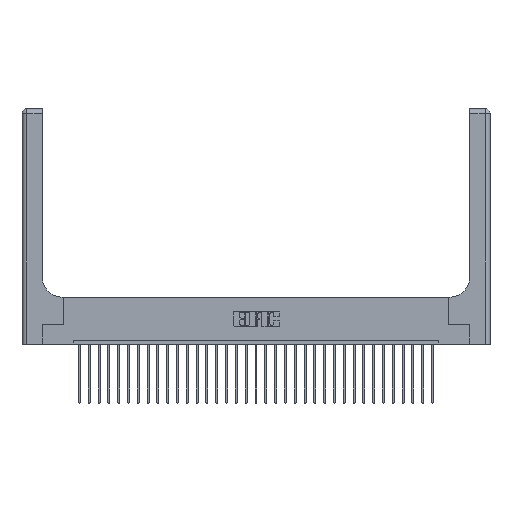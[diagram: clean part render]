
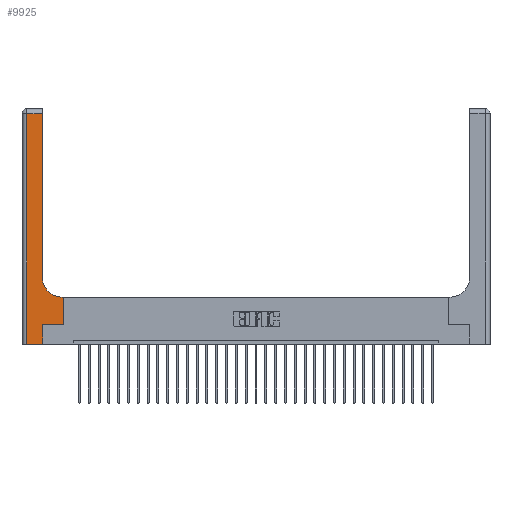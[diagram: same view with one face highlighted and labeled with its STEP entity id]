
A CAD part, top view. The second image highlights one B-rep face of the part: STEP entity #9925.
In plain terms, the highlighted planar face has unit normal (0, 0, 1).
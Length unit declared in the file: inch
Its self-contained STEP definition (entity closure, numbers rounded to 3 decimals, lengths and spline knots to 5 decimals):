
#120 = ORIENTED_EDGE ( 'NONE', *, *, #14557, .T. ) ;
#166 = AXIS2_PLACEMENT_3D ( 'NONE', #10151, #16901, #14991 ) ;
#174 = DIRECTION ( 'NONE',  ( -1., 0., 0. ) ) ;
#233 = CARTESIAN_POINT ( 'NONE',  ( 0.51, 0.6, 0.37 ) ) ;
#1082 = FACE_OUTER_BOUND ( 'NONE', #12656, .T. ) ;
#1161 = DIRECTION ( 'NONE',  ( 1., 0., 0. ) ) ;
#1869 = CARTESIAN_POINT ( 'NONE',  ( 0.528, 0.25, 0.37 ) ) ;
#1923 = LINE ( 'NONE', #29034, #19445 ) ;
#2561 = VECTOR ( 'NONE', #1161, 39.37008 ) ;
#2988 = CARTESIAN_POINT ( 'NONE',  ( 0.265, 0., 0.37 ) ) ;
#3142 = AXIS2_PLACEMENT_3D ( 'NONE', #25726, #5558, #3156 ) ;
#3156 = DIRECTION ( 'NONE',  ( 1., 0., 0. ) ) ;
#3387 = VECTOR ( 'NONE', #174, 39.37008 ) ;
#3912 = EDGE_CURVE ( 'NONE', #13368, #15556, #4486, .T. ) ;
#4411 = ORIENTED_EDGE ( 'NONE', *, *, #27776, .T. ) ;
#4486 = LINE ( 'NONE', #20483, #26101 ) ;
#4858 = ORIENTED_EDGE ( 'NONE', *, *, #8767, .T. ) ;
#5095 = ORIENTED_EDGE ( 'NONE', *, *, #28025, .T. ) ;
#5558 = DIRECTION ( 'NONE',  ( 0., 0., -1. ) ) ;
#8002 = LINE ( 'NONE', #21454, #2561 ) ;
#8209 = PLANE ( 'NONE',  #166 ) ;
#8225 = CARTESIAN_POINT ( 'NONE',  ( 0.26, 0.85, 0.37 ) ) ;
#8767 = EDGE_CURVE ( 'NONE', #15556, #27884, #20438, .T. ) ;
#9176 = CARTESIAN_POINT ( 'NONE',  ( 0.06, 3., 0.37 ) ) ;
#9293 = CARTESIAN_POINT ( 'NONE',  ( 0.06, 0., 0.37 ) ) ;
#9479 = DIRECTION ( 'NONE',  ( 0., -1., 0. ) ) ;
#9925 = ADVANCED_FACE ( 'NONE', ( #1082 ), #8209, .F. ) ;
#10099 = EDGE_CURVE ( 'NONE', #27884, #25822, #8002, .T. ) ;
#10151 = CARTESIAN_POINT ( 'NONE',  ( 0., 3., 0.37 ) ) ;
#11972 = VECTOR ( 'NONE', #23976, 39.37008 ) ;
#12387 = ORIENTED_EDGE ( 'NONE', *, *, #27263, .T. ) ;
#12411 = CARTESIAN_POINT ( 'NONE',  ( 0.06, 2.94, 0.37 ) ) ;
#12556 = VERTEX_POINT ( 'NONE', #12932 ) ;
#12656 = EDGE_LOOP ( 'NONE', ( #5095, #23876, #4858, #29198, #12387, #21459, #4411, #23681, #120 ) ) ;
#12932 = CARTESIAN_POINT ( 'NONE',  ( 0.528, 0.25, 0.37 ) ) ;
#13368 = VERTEX_POINT ( 'NONE', #18184 ) ;
#13919 = DIRECTION ( 'NONE',  ( 0., 1., 0. ) ) ;
#14303 = CARTESIAN_POINT ( 'NONE',  ( 0.265, 0.25, 0.37 ) ) ;
#14557 = EDGE_CURVE ( 'NONE', #24256, #26443, #15880, .T. ) ;
#14991 = DIRECTION ( 'NONE',  ( -1., 0., 0. ) ) ;
#15556 = VERTEX_POINT ( 'NONE', #12411 ) ;
#15880 = CIRCLE ( 'NONE', #3142, 0.25 ) ;
#16901 = DIRECTION ( 'NONE',  ( 0., 0., -1. ) ) ;
#17339 = CARTESIAN_POINT ( 'NONE',  ( 0.26, 3., 0.37 ) ) ;
#17444 = DIRECTION ( 'NONE',  ( 1., 0., 0. ) ) ;
#17652 = DIRECTION ( 'NONE',  ( 0., 1., 0. ) ) ;
#18184 = CARTESIAN_POINT ( 'NONE',  ( 0.26, 2.94, 0.37 ) ) ;
#18697 = CARTESIAN_POINT ( 'NONE',  ( 0.26, 0.6, 0.37 ) ) ;
#19445 = VECTOR ( 'NONE', #17444, 39.37008 ) ;
#20438 = LINE ( 'NONE', #9176, #26206 ) ;
#20483 = CARTESIAN_POINT ( 'NONE',  ( 0., 2.94, 0.37 ) ) ;
#20496 = LINE ( 'NONE', #18697, #3387 ) ;
#20623 = DIRECTION ( 'NONE',  ( -1., 0., 0. ) ) ;
#20644 = CARTESIAN_POINT ( 'NONE',  ( 0.265, 0., 0.37 ) ) ;
#21454 = CARTESIAN_POINT ( 'NONE',  ( 0., 0., 0.37 ) ) ;
#21459 = ORIENTED_EDGE ( 'NONE', *, *, #26059, .T. ) ;
#21902 = VECTOR ( 'NONE', #17652, 39.37008 ) ;
#22127 = CARTESIAN_POINT ( 'NONE',  ( 0.528, 0.6, 0.37 ) ) ;
#23681 = ORIENTED_EDGE ( 'NONE', *, *, #26540, .T. ) ;
#23876 = ORIENTED_EDGE ( 'NONE', *, *, #3912, .T. ) ;
#23976 = DIRECTION ( 'NONE',  ( 0., 1., 0. ) ) ;
#24256 = VERTEX_POINT ( 'NONE', #233 ) ;
#24981 = VERTEX_POINT ( 'NONE', #14303 ) ;
#25127 = LINE ( 'NONE', #20644, #27555 ) ;
#25726 = CARTESIAN_POINT ( 'NONE',  ( 0.51, 0.85, 0.37 ) ) ;
#25822 = VERTEX_POINT ( 'NONE', #2988 ) ;
#26059 = EDGE_CURVE ( 'NONE', #24981, #12556, #1923, .T. ) ;
#26101 = VECTOR ( 'NONE', #20623, 39.37008 ) ;
#26206 = VECTOR ( 'NONE', #9479, 39.37008 ) ;
#26443 = VERTEX_POINT ( 'NONE', #8225 ) ;
#26540 = EDGE_CURVE ( 'NONE', #27149, #24256, #20496, .T. ) ;
#26633 = LINE ( 'NONE', #1869, #11972 ) ;
#27149 = VERTEX_POINT ( 'NONE', #22127 ) ;
#27263 = EDGE_CURVE ( 'NONE', #25822, #24981, #25127, .T. ) ;
#27555 = VECTOR ( 'NONE', #13919, 39.37008 ) ;
#27776 = EDGE_CURVE ( 'NONE', #12556, #27149, #26633, .T. ) ;
#27884 = VERTEX_POINT ( 'NONE', #9293 ) ;
#28025 = EDGE_CURVE ( 'NONE', #26443, #13368, #28635, .T. ) ;
#28635 = LINE ( 'NONE', #17339, #21902 ) ;
#29034 = CARTESIAN_POINT ( 'NONE',  ( 0.265, 0.25, 0.37 ) ) ;
#29198 = ORIENTED_EDGE ( 'NONE', *, *, #10099, .T. ) ;
